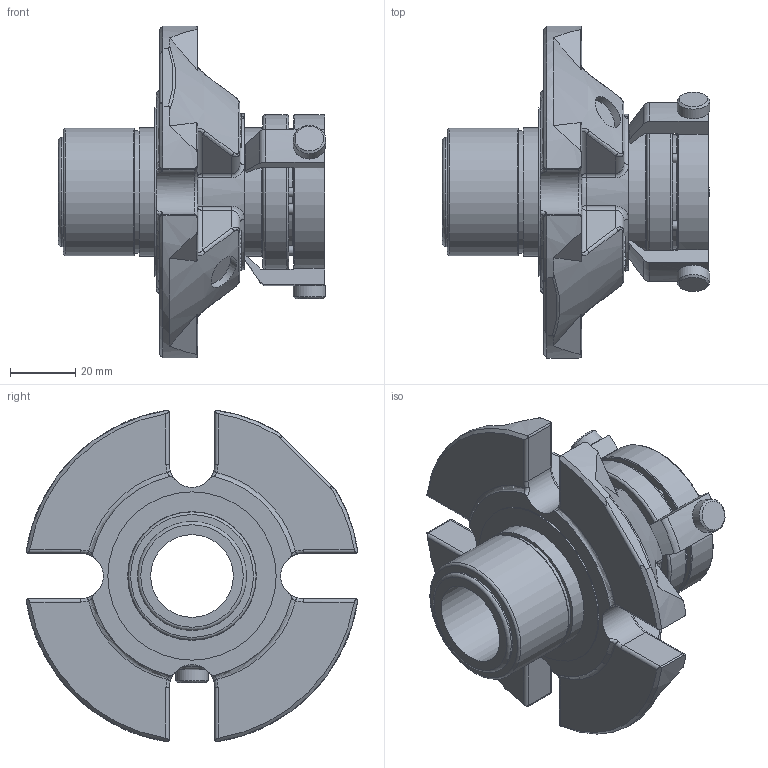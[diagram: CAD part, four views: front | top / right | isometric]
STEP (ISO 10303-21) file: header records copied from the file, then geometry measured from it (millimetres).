
FILE_DESCRIPTION(/* description */ ('Unknown'),/* implementation_level */ '2;1');
FILE_NAME(/* name */ '1.000',/* time_stamp */ '2023-02-13T16:43:41+00:00',/* author */ ('Unknown'),/* organization */ ('Unknown'),/* preprocessor_version */ 'ST-DEVELOPER v16.7',/* originating_system */ 'Solid Edge',/* authorisation */ 'Unknown');
FILE_SCHEMA (('AUTOMOTIVE_DESIGN {1 0 10303 214 3 1 1}'));
Length unit declared in the file: millimetre
Products named in the file (1): 1.000
Bounding box: 82.2 x 102.09 x 102.09 mm (x, y, z)
Volume: 160712.4 mm3; surface area: 41798.4 mm2
Topology: 1 solids, 1 shells, 515 faces, 1301 edges, 827 vertices
Faces by surface type: plane 188, cylinder 147, bspline 68, torus 60, sphere 31, cone 21
Full cylindrical faces by diameter (mm): 2.821 x1, 2.867 x6, 3.172 x2, 5.994 x3, 9.99 x3, 10.998 x2, 25.4 x1, 27.354 x1, 29.079 x1, 33.545 x1, 35.118 x1, 37.542 x1, 39.331 x1, 39.559 x2, 47.552 x2, 51.739 x1
Entity records: 17818 total; most frequent: CARTESIAN_POINT 6233, ORIENTED_EDGE 2468, DIRECTION 2220, EDGE_CURVE 1234, AXIS2_PLACEMENT_3D 877, VERTEX_POINT 809, EDGE_LOOP 627, FACE_BOUND 627
